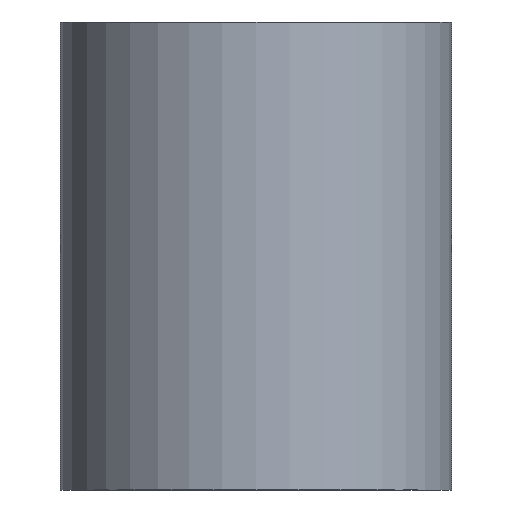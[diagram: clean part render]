
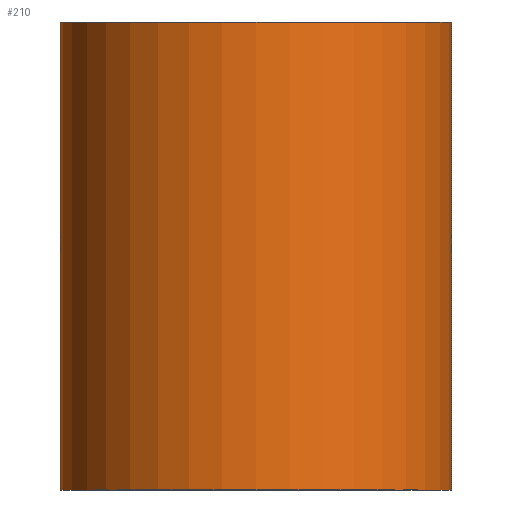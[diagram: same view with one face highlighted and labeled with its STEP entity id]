
A CAD part, front view. The second image highlights one B-rep face of the part: STEP entity #210.
In plain terms, the highlighted cylindrical face has radius 395 mm (diameter 790 mm), a full revolution.
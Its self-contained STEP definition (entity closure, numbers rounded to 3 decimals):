
#35 = CARTESIAN_POINT ( 'NONE',  ( 0., 0., 945. ) ) ;
#37 = CARTESIAN_POINT ( 'NONE',  ( 0., 0., 0. ) ) ;
#90 = CARTESIAN_POINT ( 'NONE',  ( 395., 0., 945. ) ) ;
#112 = FACE_OUTER_BOUND ( 'NONE', #256, .T. ) ;
#151 = DIRECTION ( 'NONE',  ( 0., 0., 1. ) ) ;
#183 = AXIS2_PLACEMENT_3D ( 'NONE', #365, #151, #1044 ) ;
#207 = DIRECTION ( 'NONE',  ( 1., 0., 0. ) ) ;
#210 = ADVANCED_FACE ( 'NONE', ( #112, #957 ), #689, .T. ) ;
#256 = EDGE_LOOP ( 'NONE', ( #936 ) ) ;
#280 = ORIENTED_EDGE ( 'NONE', *, *, #789, .F. ) ;
#322 = AXIS2_PLACEMENT_3D ( 'NONE', #35, #439, #207 ) ;
#365 = CARTESIAN_POINT ( 'NONE',  ( 0., 0., 0. ) ) ;
#371 = DIRECTION ( 'NONE',  ( 0., 0., 1. ) ) ;
#400 = CIRCLE ( 'NONE', #523, 395. ) ;
#439 = DIRECTION ( 'NONE',  ( 0., 0., 1. ) ) ;
#464 = VERTEX_POINT ( 'NONE', #90 ) ;
#470 = DIRECTION ( 'NONE',  ( 1., 0., 0. ) ) ;
#500 = CARTESIAN_POINT ( 'NONE',  ( 395., 0., 0. ) ) ;
#523 = AXIS2_PLACEMENT_3D ( 'NONE', #37, #371, #470 ) ;
#655 = VERTEX_POINT ( 'NONE', #500 ) ;
#689 = CYLINDRICAL_SURFACE ( 'NONE', #183, 395. ) ;
#789 = EDGE_CURVE ( 'NONE', #464, #464, #845, .T. ) ;
#845 = CIRCLE ( 'NONE', #322, 395. ) ;
#903 = EDGE_LOOP ( 'NONE', ( #280 ) ) ;
#914 = EDGE_CURVE ( 'NONE', #655, #655, #400, .T. ) ;
#936 = ORIENTED_EDGE ( 'NONE', *, *, #914, .T. ) ;
#957 = FACE_OUTER_BOUND ( 'NONE', #903, .T. ) ;
#1044 = DIRECTION ( 'NONE',  ( 1., 0., 0. ) ) ;
